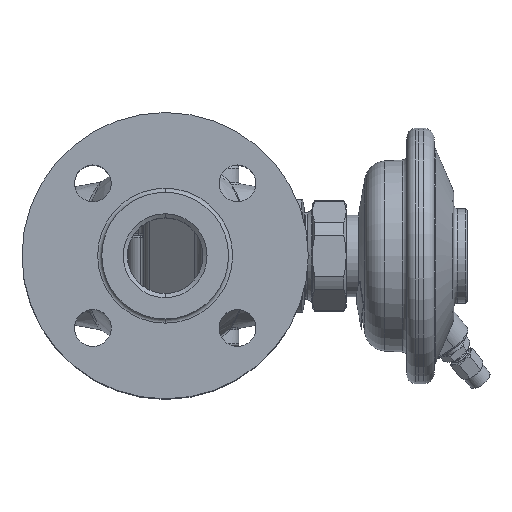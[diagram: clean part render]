
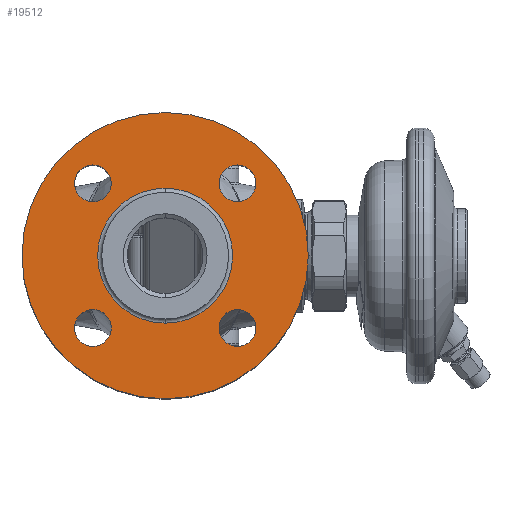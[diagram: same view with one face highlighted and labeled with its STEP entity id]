
A CAD part, top view. The second image highlights one B-rep face of the part: STEP entity #19512.
In plain terms, the highlighted face is planar.
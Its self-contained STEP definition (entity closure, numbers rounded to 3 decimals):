
#14402=CARTESIAN_POINT('',(-88.,0.,0.));
#14403=DIRECTION('',(-1.,0.,0.));
#14404=DIRECTION('',(0.,1.,0.));
#14405=AXIS2_PLACEMENT_3D('',#14402,#14403,#14404);
#14407=CARTESIAN_POINT('',(-88.,0.,0.));
#14408=DIRECTION('',(1.,0.,0.));
#14409=DIRECTION('',(0.,1.,0.));
#14410=AXIS2_PLACEMENT_3D('',#14407,#14408,#14409);
#14412=CARTESIAN_POINT('',(-88.,-35.355,35.355));
#14413=DIRECTION('',(1.,0.,0.));
#14414=DIRECTION('',(0.,1.,0.));
#14415=AXIS2_PLACEMENT_3D('',#14412,#14413,#14414);
#14417=CARTESIAN_POINT('',(-88.,-35.355,35.355));
#14418=DIRECTION('',(1.,0.,0.));
#14419=DIRECTION('',(0.,-1.,0.));
#14420=AXIS2_PLACEMENT_3D('',#14417,#14418,#14419);
#14422=CARTESIAN_POINT('',(-88.,35.355,35.355));
#14423=DIRECTION('',(1.,0.,0.));
#14424=DIRECTION('',(0.,1.,0.));
#14425=AXIS2_PLACEMENT_3D('',#14422,#14423,#14424);
#14427=CARTESIAN_POINT('',(-88.,35.355,35.355));
#14428=DIRECTION('',(1.,0.,0.));
#14429=DIRECTION('',(0.,-1.,0.));
#14430=AXIS2_PLACEMENT_3D('',#14427,#14428,#14429);
#14432=CARTESIAN_POINT('',(-88.,35.355,-35.355));
#14433=DIRECTION('',(1.,0.,0.));
#14434=DIRECTION('',(0.,1.,0.));
#14435=AXIS2_PLACEMENT_3D('',#14432,#14433,#14434);
#14437=CARTESIAN_POINT('',(-88.,35.355,-35.355));
#14438=DIRECTION('',(1.,0.,0.));
#14439=DIRECTION('',(0.,-1.,0.));
#14440=AXIS2_PLACEMENT_3D('',#14437,#14438,#14439);
#14442=CARTESIAN_POINT('',(-88.,-35.355,-35.355));
#14443=DIRECTION('',(1.,0.,0.));
#14444=DIRECTION('',(0.,1.,0.));
#14445=AXIS2_PLACEMENT_3D('',#14442,#14443,#14444);
#14447=CARTESIAN_POINT('',(-88.,-35.355,-35.355));
#14448=DIRECTION('',(1.,0.,0.));
#14449=DIRECTION('',(0.,-1.,0.));
#14450=AXIS2_PLACEMENT_3D('',#14447,#14448,#14449);
#14452=CARTESIAN_POINT('',(-88.,0.,0.));
#14453=DIRECTION('',(1.,0.,0.));
#14454=DIRECTION('',(0.,1.,0.));
#14455=AXIS2_PLACEMENT_3D('',#14452,#14453,#14454);
#14467=CARTESIAN_POINT('',(-88.,0.,0.));
#14468=DIRECTION('',(-1.,0.,0.));
#14469=DIRECTION('',(0.,1.,0.));
#14470=AXIS2_PLACEMENT_3D('',#14467,#14468,#14469);
#18758=CARTESIAN_POINT('',(-88.,70.,0.));
#18760=VERTEX_POINT('',#18758);
#18761=CARTESIAN_POINT('',(-88.,33.,0.));
#18763=VERTEX_POINT('',#18761);
#18780=CARTESIAN_POINT('',(-88.,-70.,0.));
#18782=VERTEX_POINT('',#18780);
#18783=CARTESIAN_POINT('',(-88.,-33.,0.));
#18785=VERTEX_POINT('',#18783);
#18880=CARTESIAN_POINT('',(-88.,-26.355,35.355));
#18881=CARTESIAN_POINT('',(-88.,-44.355,35.355));
#18882=VERTEX_POINT('',#18880);
#18883=VERTEX_POINT('',#18881);
#18888=CARTESIAN_POINT('',(-88.,44.355,35.355));
#18889=CARTESIAN_POINT('',(-88.,26.355,35.355));
#18890=VERTEX_POINT('',#18888);
#18891=VERTEX_POINT('',#18889);
#18896=CARTESIAN_POINT('',(-88.,44.355,-35.355));
#18897=CARTESIAN_POINT('',(-88.,26.355,-35.355));
#18898=VERTEX_POINT('',#18896);
#18899=VERTEX_POINT('',#18897);
#18904=CARTESIAN_POINT('',(-88.,-26.355,-35.355));
#18905=CARTESIAN_POINT('',(-88.,-44.355,-35.355));
#18906=VERTEX_POINT('',#18904);
#18907=VERTEX_POINT('',#18905);
#19473=CARTESIAN_POINT('',(-88.,0.,0.));
#19474=DIRECTION('',(1.,0.,0.));
#19475=DIRECTION('',(0.,-1.,0.));
#19476=AXIS2_PLACEMENT_3D('',#19473,#19474,#19475);
#19477=PLANE('',#19476);
#19478=ORIENTED_EDGE('',*,*,#19466,.F.);
#19479=ORIENTED_EDGE('',*,*,#19455,.T.);
#19480=EDGE_LOOP('',(#19478,#19479));
#19481=FACE_OUTER_BOUND('',#19480,.F.);
#19483=ORIENTED_EDGE('',*,*,#19482,.F.);
#19485=ORIENTED_EDGE('',*,*,#19484,.T.);
#19486=EDGE_LOOP('',(#19483,#19485));
#19487=FACE_BOUND('',#19486,.F.);
#19489=ORIENTED_EDGE('',*,*,#19488,.F.);
#19491=ORIENTED_EDGE('',*,*,#19490,.F.);
#19492=EDGE_LOOP('',(#19489,#19491));
#19493=FACE_BOUND('',#19492,.F.);
#19495=ORIENTED_EDGE('',*,*,#19494,.F.);
#19497=ORIENTED_EDGE('',*,*,#19496,.F.);
#19498=EDGE_LOOP('',(#19495,#19497));
#19499=FACE_BOUND('',#19498,.F.);
#19501=ORIENTED_EDGE('',*,*,#19500,.F.);
#19503=ORIENTED_EDGE('',*,*,#19502,.F.);
#19504=EDGE_LOOP('',(#19501,#19503));
#19505=FACE_BOUND('',#19504,.F.);
#19507=ORIENTED_EDGE('',*,*,#19506,.F.);
#19509=ORIENTED_EDGE('',*,*,#19508,.F.);
#19510=EDGE_LOOP('',(#19507,#19509));
#19511=FACE_BOUND('',#19510,.F.);
#19512=ADVANCED_FACE('',(#19481,#19487,#19493,#19499,#19505,#19511),#19477,.F.);
#14406=CIRCLE('',#14405,70.);
#14411=CIRCLE('',#14410,70.);
#14416=CIRCLE('',#14415,9.);
#14421=CIRCLE('',#14420,9.);
#14426=CIRCLE('',#14425,9.);
#14431=CIRCLE('',#14430,9.);
#14436=CIRCLE('',#14435,9.);
#14441=CIRCLE('',#14440,9.);
#14446=CIRCLE('',#14445,9.);
#14451=CIRCLE('',#14450,9.);
#14456=CIRCLE('',#14455,33.);
#14471=CIRCLE('',#14470,33.);
#19455=EDGE_CURVE('',#18760,#18782,#14411,.T.);
#19466=EDGE_CURVE('',#18760,#18782,#14406,.T.);
#19482=EDGE_CURVE('',#18763,#18785,#14456,.T.);
#19484=EDGE_CURVE('',#18763,#18785,#14471,.T.);
#19488=EDGE_CURVE('',#18882,#18883,#14416,.T.);
#19490=EDGE_CURVE('',#18883,#18882,#14421,.T.);
#19494=EDGE_CURVE('',#18890,#18891,#14426,.T.);
#19496=EDGE_CURVE('',#18891,#18890,#14431,.T.);
#19500=EDGE_CURVE('',#18898,#18899,#14436,.T.);
#19502=EDGE_CURVE('',#18899,#18898,#14441,.T.);
#19506=EDGE_CURVE('',#18906,#18907,#14446,.T.);
#19508=EDGE_CURVE('',#18907,#18906,#14451,.T.);
